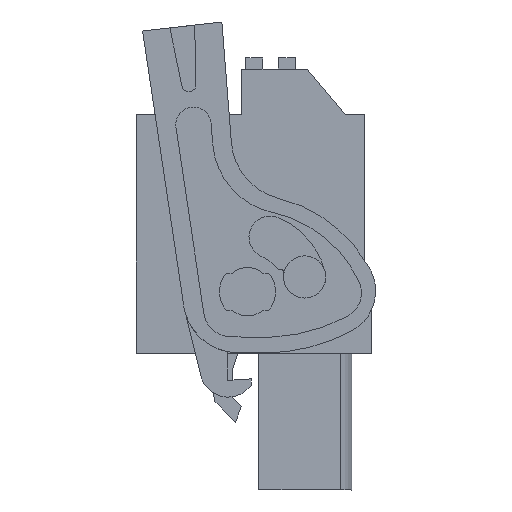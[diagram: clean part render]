
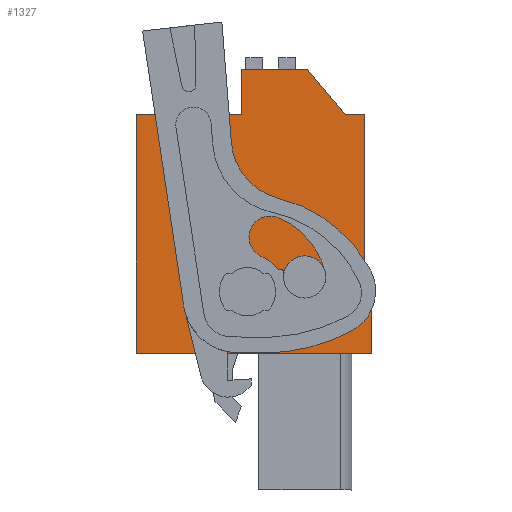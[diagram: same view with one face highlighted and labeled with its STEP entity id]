
A CAD part, left-side view. The second image highlights one B-rep face of the part: STEP entity #1327.
In plain terms, the highlighted planar face has unit normal (-1, 0, 0).
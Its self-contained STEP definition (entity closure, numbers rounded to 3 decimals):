
#1223=AXIS2_PLACEMENT_3D('Plane Axis2P3D',#1220,#1221,#1222) ;
#1293=AXIS2_PLACEMENT_3D('Circle Axis2P3D',#1291,#1292,$) ;
#1302=AXIS2_PLACEMENT_3D('Circle Axis2P3D',#1300,#1301,$) ;
#1311=AXIS2_PLACEMENT_3D('Circle Axis2P3D',#1309,#1310,$) ;
#1320=AXIS2_PLACEMENT_3D('Circle Axis2P3D',#1318,#1319,$) ;
#40=CARTESIAN_POINT('Vertex',(4.752,0.263,13.383)) ;
#45=CARTESIAN_POINT('Line Origine',(4.752,0.263,11.066)) ;
#49=CARTESIAN_POINT('Vertex',(4.752,0.263,8.75)) ;
#383=CARTESIAN_POINT('Line Origine',(4.752,7.788,8.75)) ;
#387=CARTESIAN_POINT('Vertex',(4.752,15.313,8.75)) ;
#1220=CARTESIAN_POINT('Axis2P3D Location',(4.752,0.263,0.)) ;
#1225=CARTESIAN_POINT('Line Origine',(4.752,0.488,13.608)) ;
#1229=CARTESIAN_POINT('Vertex',(4.752,0.713,13.833)) ;
#1232=CARTESIAN_POINT('Line Origine',(4.752,0.713,18.936)) ;
#1236=CARTESIAN_POINT('Vertex',(4.752,0.713,24.04)) ;
#1239=CARTESIAN_POINT('Line Origine',(4.752,1.327,24.04)) ;
#1243=CARTESIAN_POINT('Vertex',(4.752,1.942,24.04)) ;
#1246=CARTESIAN_POINT('Line Origine',(4.752,3.159,25.49)) ;
#1250=CARTESIAN_POINT('Vertex',(4.752,4.375,26.94)) ;
#1253=CARTESIAN_POINT('Line Origine',(4.752,6.469,26.94)) ;
#1257=CARTESIAN_POINT('Vertex',(4.752,8.563,26.94)) ;
#1260=CARTESIAN_POINT('Line Origine',(4.752,8.563,25.49)) ;
#1264=CARTESIAN_POINT('Vertex',(4.752,8.563,24.04)) ;
#1267=CARTESIAN_POINT('Line Origine',(4.752,11.938,24.04)) ;
#1271=CARTESIAN_POINT('Vertex',(4.752,15.313,24.04)) ;
#1274=CARTESIAN_POINT('Line Origine',(4.752,15.313,16.395)) ;
#1291=CARTESIAN_POINT('Axis2P3D Location',(4.752,8.204,12.691)) ;
#1295=CARTESIAN_POINT('Vertex',(4.752,8.204,11.141)) ;
#1297=CARTESIAN_POINT('Vertex',(4.752,8.204,14.241)) ;
#1300=CARTESIAN_POINT('Axis2P3D Location',(4.752,8.204,12.691)) ;
#1309=CARTESIAN_POINT('Axis2P3D Location',(4.752,4.544,13.641)) ;
#1313=CARTESIAN_POINT('Vertex',(4.752,4.544,14.991)) ;
#1315=CARTESIAN_POINT('Vertex',(4.752,4.544,12.291)) ;
#1318=CARTESIAN_POINT('Axis2P3D Location',(4.752,4.544,13.641)) ;
#46=DIRECTION('Vector Direction',(0.,0.,-1.)) ;
#384=DIRECTION('Vector Direction',(0.,1.,0.)) ;
#1221=DIRECTION('Axis2P3D Direction',(-1.,0.,0.)) ;
#1222=DIRECTION('Axis2P3D XDirection',(0.,0.,1.)) ;
#1226=DIRECTION('Vector Direction',(0.,-0.707,-0.707)) ;
#1233=DIRECTION('Vector Direction',(0.,0.,1.)) ;
#1240=DIRECTION('Vector Direction',(0.,1.,0.)) ;
#1247=DIRECTION('Vector Direction',(0.,-0.643,-0.766)) ;
#1254=DIRECTION('Vector Direction',(0.,-1.,0.)) ;
#1261=DIRECTION('Vector Direction',(0.,0.,1.)) ;
#1268=DIRECTION('Vector Direction',(0.,-1.,0.)) ;
#1275=DIRECTION('Vector Direction',(0.,0.,-1.)) ;
#1292=DIRECTION('Axis2P3D Direction',(-1.,0.,0.)) ;
#1301=DIRECTION('Axis2P3D Direction',(-1.,0.,0.)) ;
#1310=DIRECTION('Axis2P3D Direction',(-1.,0.,0.)) ;
#1319=DIRECTION('Axis2P3D Direction',(-1.,0.,0.)) ;
#47=VECTOR('Line Direction',#46,1.) ;
#385=VECTOR('Line Direction',#384,1.) ;
#1227=VECTOR('Line Direction',#1226,1.) ;
#1234=VECTOR('Line Direction',#1233,1.) ;
#1241=VECTOR('Line Direction',#1240,1.) ;
#1248=VECTOR('Line Direction',#1247,1.) ;
#1255=VECTOR('Line Direction',#1254,1.) ;
#1262=VECTOR('Line Direction',#1261,1.) ;
#1269=VECTOR('Line Direction',#1268,1.) ;
#1276=VECTOR('Line Direction',#1275,1.) ;
#1280=ORIENTED_EDGE('',*,*,#389,.T.) ;
#1281=ORIENTED_EDGE('',*,*,#51,.T.) ;
#1282=ORIENTED_EDGE('',*,*,#1231,.T.) ;
#1283=ORIENTED_EDGE('',*,*,#1238,.T.) ;
#1284=ORIENTED_EDGE('',*,*,#1245,.T.) ;
#1285=ORIENTED_EDGE('',*,*,#1252,.T.) ;
#1286=ORIENTED_EDGE('',*,*,#1259,.T.) ;
#1287=ORIENTED_EDGE('',*,*,#1266,.T.) ;
#1288=ORIENTED_EDGE('',*,*,#1273,.T.) ;
#1289=ORIENTED_EDGE('',*,*,#1278,.T.) ;
#1306=ORIENTED_EDGE('',*,*,#1299,.F.) ;
#1307=ORIENTED_EDGE('',*,*,#1304,.F.) ;
#1324=ORIENTED_EDGE('',*,*,#1317,.F.) ;
#1325=ORIENTED_EDGE('',*,*,#1322,.F.) ;
#1308=FACE_BOUND('',#1305,.T.) ;
#1326=FACE_BOUND('',#1323,.T.) ;
#1327=ADVANCED_FACE('HOUSING',(#1290,#1308,#1326),#1224,.T.) ;
#1294=CIRCLE('generated circle',#1293,1.55) ;
#1303=CIRCLE('generated circle',#1302,1.55) ;
#1312=CIRCLE('generated circle',#1311,1.35) ;
#1321=CIRCLE('generated circle',#1320,1.35) ;
#51=EDGE_CURVE('',#50,#41,#48,.F.) ;
#389=EDGE_CURVE('',#388,#50,#386,.F.) ;
#1231=EDGE_CURVE('',#41,#1230,#1228,.F.) ;
#1238=EDGE_CURVE('',#1230,#1237,#1235,.T.) ;
#1245=EDGE_CURVE('',#1237,#1244,#1242,.T.) ;
#1252=EDGE_CURVE('',#1244,#1251,#1249,.F.) ;
#1259=EDGE_CURVE('',#1251,#1258,#1256,.F.) ;
#1266=EDGE_CURVE('',#1258,#1265,#1263,.F.) ;
#1273=EDGE_CURVE('',#1265,#1272,#1270,.F.) ;
#1278=EDGE_CURVE('',#1272,#388,#1277,.T.) ;
#1299=EDGE_CURVE('',#1296,#1298,#1294,.T.) ;
#1304=EDGE_CURVE('',#1298,#1296,#1303,.T.) ;
#1317=EDGE_CURVE('',#1314,#1316,#1312,.T.) ;
#1322=EDGE_CURVE('',#1316,#1314,#1321,.T.) ;
#1279=EDGE_LOOP('',(#1280,#1281,#1282,#1283,#1284,#1285,#1286,#1287,#1288,#1289)) ;
#1305=EDGE_LOOP('',(#1306,#1307)) ;
#1323=EDGE_LOOP('',(#1324,#1325)) ;
#1290=FACE_OUTER_BOUND('',#1279,.T.) ;
#48=LINE('Line',#45,#47) ;
#386=LINE('Line',#383,#385) ;
#1228=LINE('Line',#1225,#1227) ;
#1235=LINE('Line',#1232,#1234) ;
#1242=LINE('Line',#1239,#1241) ;
#1249=LINE('Line',#1246,#1248) ;
#1256=LINE('Line',#1253,#1255) ;
#1263=LINE('Line',#1260,#1262) ;
#1270=LINE('Line',#1267,#1269) ;
#1277=LINE('Line',#1274,#1276) ;
#1224=PLANE('',#1223) ;
#41=VERTEX_POINT('',#40) ;
#50=VERTEX_POINT('',#49) ;
#388=VERTEX_POINT('',#387) ;
#1230=VERTEX_POINT('',#1229) ;
#1237=VERTEX_POINT('',#1236) ;
#1244=VERTEX_POINT('',#1243) ;
#1251=VERTEX_POINT('',#1250) ;
#1258=VERTEX_POINT('',#1257) ;
#1265=VERTEX_POINT('',#1264) ;
#1272=VERTEX_POINT('',#1271) ;
#1296=VERTEX_POINT('',#1295) ;
#1298=VERTEX_POINT('',#1297) ;
#1314=VERTEX_POINT('',#1313) ;
#1316=VERTEX_POINT('',#1315) ;
